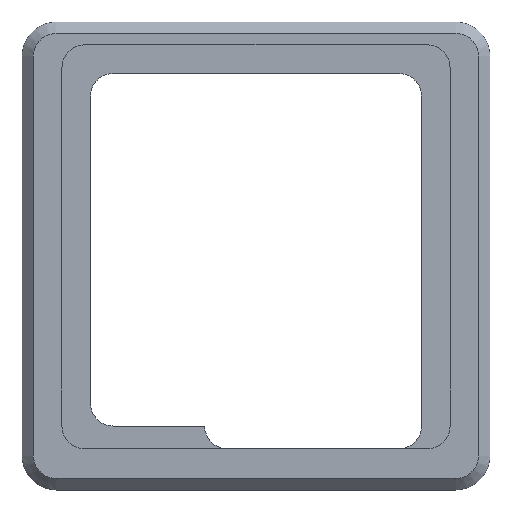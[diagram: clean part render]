
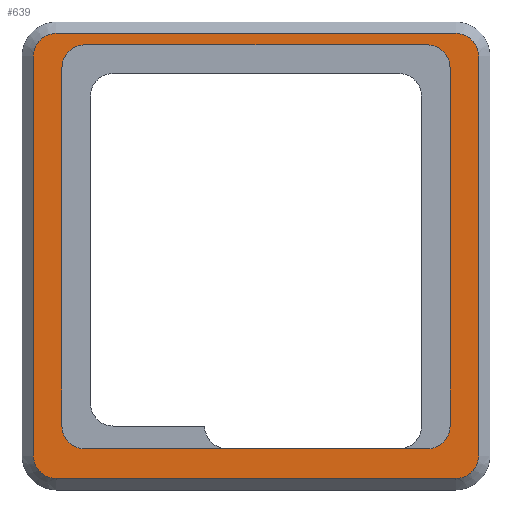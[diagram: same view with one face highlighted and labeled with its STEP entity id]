
A CAD part, top view. The second image highlights one B-rep face of the part: STEP entity #639.
In plain terms, the highlighted planar face has unit normal (0, 0, 1).
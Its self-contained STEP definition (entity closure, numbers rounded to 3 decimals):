
#15=FACE_BOUND('',#113,.T.);
#31=CIRCLE('',#680,2.);
#33=CIRCLE('',#684,2.);
#35=CIRCLE('',#688,2.);
#37=CIRCLE('',#692,2.);
#40=CIRCLE('',#700,2.);
#41=CIRCLE('',#701,2.);
#42=CIRCLE('',#702,2.);
#43=CIRCLE('',#703,2.);
#76=FACE_OUTER_BOUND('',#112,.T.);
#112=EDGE_LOOP('',(#468,#469,#470,#471,#472,#473,#474,#475));
#113=EDGE_LOOP('',(#476,#477,#478,#479,#480,#481,#482,#483));
#139=LINE('',#947,#203);
#144=LINE('',#961,#208);
#148=LINE('',#973,#212);
#152=LINE('',#985,#216);
#161=LINE('',#1011,#225);
#162=LINE('',#1015,#226);
#163=LINE('',#1019,#227);
#164=LINE('',#1023,#228);
#203=VECTOR('',#748,10.);
#208=VECTOR('',#761,10.);
#212=VECTOR('',#773,10.);
#216=VECTOR('',#785,10.);
#225=VECTOR('',#814,10.);
#226=VECTOR('',#817,10.);
#227=VECTOR('',#820,10.);
#228=VECTOR('',#823,10.);
#267=VERTEX_POINT('',#944);
#268=VERTEX_POINT('',#946);
#271=VERTEX_POINT('',#954);
#273=VERTEX_POINT('',#959);
#275=VERTEX_POINT('',#966);
#277=VERTEX_POINT('',#971);
#279=VERTEX_POINT('',#978);
#281=VERTEX_POINT('',#983);
#287=VERTEX_POINT('',#1009);
#288=VERTEX_POINT('',#1010);
#289=VERTEX_POINT('',#1012);
#290=VERTEX_POINT('',#1014);
#291=VERTEX_POINT('',#1016);
#292=VERTEX_POINT('',#1018);
#293=VERTEX_POINT('',#1020);
#294=VERTEX_POINT('',#1022);
#327=EDGE_CURVE('',#267,#268,#139,.T.);
#332=EDGE_CURVE('',#271,#267,#31,.T.);
#334=EDGE_CURVE('',#273,#271,#144,.T.);
#338=EDGE_CURVE('',#275,#273,#33,.T.);
#340=EDGE_CURVE('',#277,#275,#148,.T.);
#344=EDGE_CURVE('',#279,#277,#35,.T.);
#346=EDGE_CURVE('',#281,#279,#152,.T.);
#349=EDGE_CURVE('',#268,#281,#37,.T.);
#359=EDGE_CURVE('',#287,#288,#161,.T.);
#360=EDGE_CURVE('',#288,#289,#40,.T.);
#361=EDGE_CURVE('',#289,#290,#162,.T.);
#362=EDGE_CURVE('',#290,#291,#41,.T.);
#363=EDGE_CURVE('',#291,#292,#163,.T.);
#364=EDGE_CURVE('',#292,#293,#42,.T.);
#365=EDGE_CURVE('',#293,#294,#164,.T.);
#366=EDGE_CURVE('',#294,#287,#43,.T.);
#468=ORIENTED_EDGE('',*,*,#327,.F.);
#469=ORIENTED_EDGE('',*,*,#332,.F.);
#470=ORIENTED_EDGE('',*,*,#334,.F.);
#471=ORIENTED_EDGE('',*,*,#338,.F.);
#472=ORIENTED_EDGE('',*,*,#340,.F.);
#473=ORIENTED_EDGE('',*,*,#344,.F.);
#474=ORIENTED_EDGE('',*,*,#346,.F.);
#475=ORIENTED_EDGE('',*,*,#349,.F.);
#476=ORIENTED_EDGE('',*,*,#359,.T.);
#477=ORIENTED_EDGE('',*,*,#360,.T.);
#478=ORIENTED_EDGE('',*,*,#361,.T.);
#479=ORIENTED_EDGE('',*,*,#362,.T.);
#480=ORIENTED_EDGE('',*,*,#363,.T.);
#481=ORIENTED_EDGE('',*,*,#364,.T.);
#482=ORIENTED_EDGE('',*,*,#365,.T.);
#483=ORIENTED_EDGE('',*,*,#366,.T.);
#614=PLANE('',#699);
#639=ADVANCED_FACE('',(#76,#15),#614,.F.);
#680=AXIS2_PLACEMENT_3D('',#956,#756,#757);
#684=AXIS2_PLACEMENT_3D('',#968,#768,#769);
#688=AXIS2_PLACEMENT_3D('',#980,#780,#781);
#692=AXIS2_PLACEMENT_3D('',#989,#791,#792);
#699=AXIS2_PLACEMENT_3D('',#1008,#812,#813);
#700=AXIS2_PLACEMENT_3D('',#1013,#815,#816);
#701=AXIS2_PLACEMENT_3D('',#1017,#818,#819);
#702=AXIS2_PLACEMENT_3D('',#1021,#821,#822);
#703=AXIS2_PLACEMENT_3D('',#1024,#824,#825);
#748=DIRECTION('',(-1.,0.,0.));
#756=DIRECTION('center_axis',(0.,0.,-1.));
#757=DIRECTION('ref_axis',(0.707,-0.707,0.));
#761=DIRECTION('',(0.,-1.,0.));
#768=DIRECTION('center_axis',(0.,0.,-1.));
#769=DIRECTION('ref_axis',(0.707,0.707,0.));
#773=DIRECTION('',(1.,0.,0.));
#780=DIRECTION('center_axis',(0.,0.,-1.));
#781=DIRECTION('ref_axis',(-0.707,0.707,0.));
#785=DIRECTION('',(0.,1.,0.));
#791=DIRECTION('center_axis',(0.,0.,-1.));
#792=DIRECTION('ref_axis',(-0.707,-0.707,0.));
#812=DIRECTION('center_axis',(0.,0.,-1.));
#813=DIRECTION('ref_axis',(0.,1.,0.));
#814=DIRECTION('',(-1.,0.,0.));
#815=DIRECTION('center_axis',(0.,0.,-1.));
#816=DIRECTION('ref_axis',(0.,-1.,0.));
#817=DIRECTION('',(0.,1.,0.));
#818=DIRECTION('center_axis',(0.,0.,-1.));
#819=DIRECTION('ref_axis',(-1.,0.,0.));
#820=DIRECTION('',(1.,0.,0.));
#821=DIRECTION('center_axis',(0.,0.,-1.));
#822=DIRECTION('ref_axis',(0.,1.,0.));
#823=DIRECTION('',(0.,-1.,0.));
#824=DIRECTION('center_axis',(0.,0.,-1.));
#825=DIRECTION('ref_axis',(1.,0.,0.));
#944=CARTESIAN_POINT('',(89.,-101.,2.));
#946=CARTESIAN_POINT('',(54.,-101.,2.));
#947=CARTESIAN_POINT('',(71.5,-101.,2.));
#954=CARTESIAN_POINT('',(91.,-99.,2.));
#956=CARTESIAN_POINT('Origin',(89.,-99.,2.));
#959=CARTESIAN_POINT('',(91.,-64.,2.));
#961=CARTESIAN_POINT('',(91.,-81.5,2.));
#966=CARTESIAN_POINT('',(89.,-62.,2.));
#968=CARTESIAN_POINT('Origin',(89.,-64.,2.));
#971=CARTESIAN_POINT('',(54.,-62.,2.));
#973=CARTESIAN_POINT('',(71.5,-62.,2.));
#978=CARTESIAN_POINT('',(52.,-64.,2.));
#980=CARTESIAN_POINT('Origin',(54.,-64.,2.));
#983=CARTESIAN_POINT('',(52.,-99.,2.));
#985=CARTESIAN_POINT('',(52.,-81.5,2.));
#989=CARTESIAN_POINT('Origin',(54.,-99.,2.));
#1008=CARTESIAN_POINT('Origin',(71.5,-81.5,2.));
#1009=CARTESIAN_POINT('',(86.5,-98.4,2.));
#1010=CARTESIAN_POINT('',(56.5,-98.4,2.));
#1011=CARTESIAN_POINT('',(70.25,-98.4,2.));
#1012=CARTESIAN_POINT('',(54.5,-96.4,2.));
#1013=CARTESIAN_POINT('Origin',(56.5,-96.4,2.));
#1014=CARTESIAN_POINT('',(54.5,-65.,2.));
#1015=CARTESIAN_POINT('',(54.5,-88.95,2.));
#1016=CARTESIAN_POINT('',(56.5,-63.,2.));
#1017=CARTESIAN_POINT('Origin',(56.5,-65.,2.));
#1018=CARTESIAN_POINT('',(86.5,-63.,2.));
#1019=CARTESIAN_POINT('',(64.,-63.,2.));
#1020=CARTESIAN_POINT('',(88.5,-65.,2.));
#1021=CARTESIAN_POINT('Origin',(86.5,-65.,2.));
#1022=CARTESIAN_POINT('',(88.5,-96.4,2.));
#1023=CARTESIAN_POINT('',(88.5,-73.25,2.));
#1024=CARTESIAN_POINT('Origin',(86.5,-96.4,2.));
